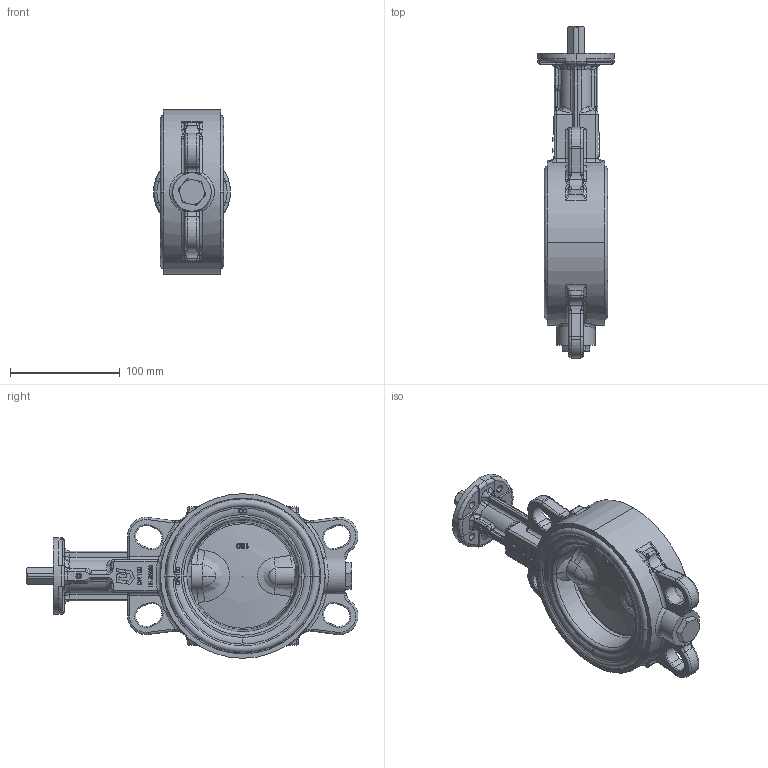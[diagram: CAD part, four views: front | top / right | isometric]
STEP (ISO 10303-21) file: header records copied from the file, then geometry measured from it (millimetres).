
FILE_DESCRIPTION (( 'STEP AP214' ), '1' );
FILE_NAME ('AK01_DN100.STEP', '2022-07-19T07:23:06', ( '' ), ( '' ), 'SwSTEP 2.0', 'SolidWorks 2021', '' );
FILE_SCHEMA (( 'AUTOMOTIVE_DESIGN' ));
Length unit declared in the file: millimetre
Products named in the file (1): AK01_DN100
Bounding box: 70 x 302.49 x 150 mm (x, y, z)
Volume: 788065.6 mm3; surface area: 117559.8 mm2
Topology: 1 solids, 4 shells, 1315 faces, 3388 edges, 2129 vertices
Faces by surface type: plane 458, bspline 419, cylinder 219, torus 166, cone 32, sphere 21
Entity records: 81721 total; most frequent: CARTESIAN_POINT 39175, ORIENTED_EDGE 6696, DIRECTION 4816, EDGE_CURVE 3348, VERTEX_POINT 2124, AXIS2_PLACEMENT_3D 1676, VECTOR 1464, LINE 1464
